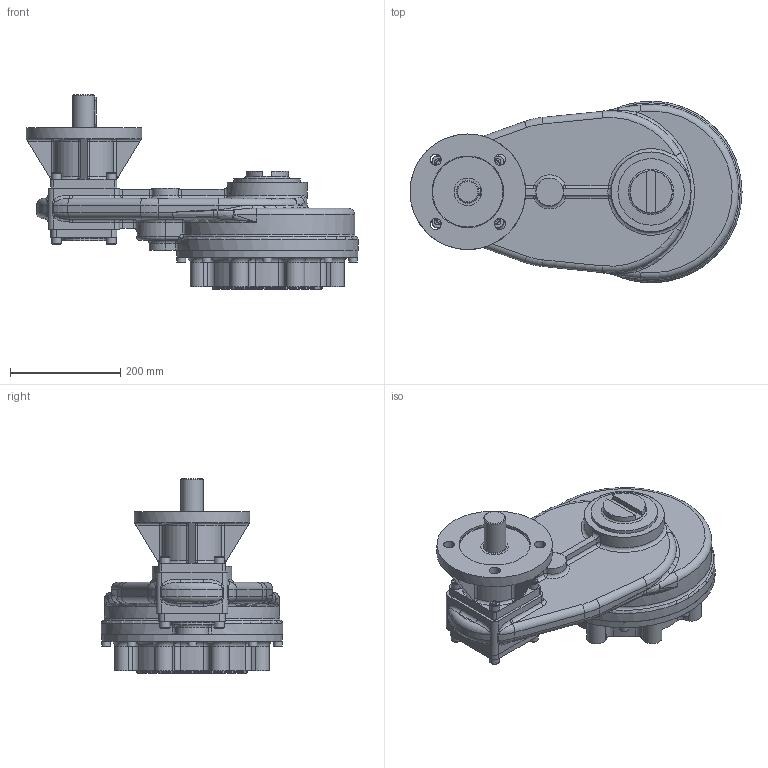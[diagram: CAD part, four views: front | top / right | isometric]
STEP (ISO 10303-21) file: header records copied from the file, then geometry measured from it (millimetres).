
FILE_DESCRIPTION( ( 'Unknown' ), '1' );
FILE_NAME( 'PUBIS9-F16-F25_simplified.stp', 'Unknown', ( 'Unknown' ), ( 'Unknown' ), 'PSStep 15.0.49', 'Unknown', ' ' );
FILE_SCHEMA( ( 'AUTOMOTIVE_DESIGN { 1 0 10303 214 1 1 1 1 }' ) );
Length unit declared in the file: millimetre
Products named in the file (26): 1; 2; 3; 4; 5; 6; 7; 8; 9; 10; 11; 12; 13; 14; 15; 16; 17; 18; 19; 20; 21; 22; 23; 24; 25; 26
Bounding box: 603.05 x 330 x 354.07 mm (x, y, z)
Surface area: 733196.8 mm2 (no closed solid volume)
Topology: 0 solids, 624 shells, 624 faces, 2894 edges, 2764 vertices
Faces by surface type: plane 234, cylinder 196, torus 64, sphere 50, bspline 48, cone 32
Full cylindrical faces by diameter (mm): 13.835 x8, 16 x8, 18 x8, 20.5 x4, 40 x1, 50 x1, 80 x1, 110 x1, 120.65 x1, 130 x1, 145 x1, 200 x1, 210 x1, 220 x1, 330 x1
Entity records: 44902 total; most frequent: CARTESIAN_POINT 18198, DIRECTION 4757, VERTEX_POINT 2727, ORIENTED_EDGE 2719, EDGE_CURVE 2719, AXIS2_PLACEMENT_3D 1740, LINE 1277, VECTOR 1277
